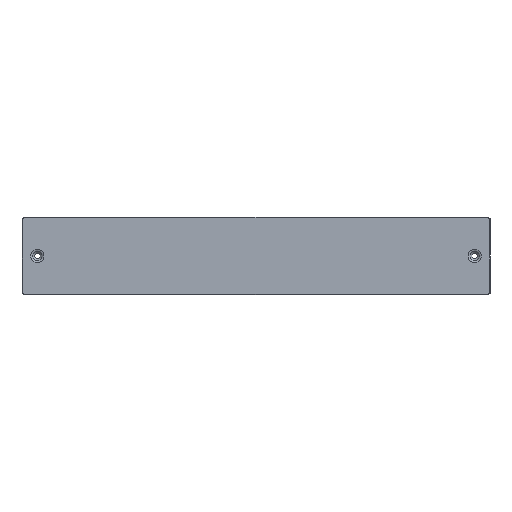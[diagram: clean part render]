
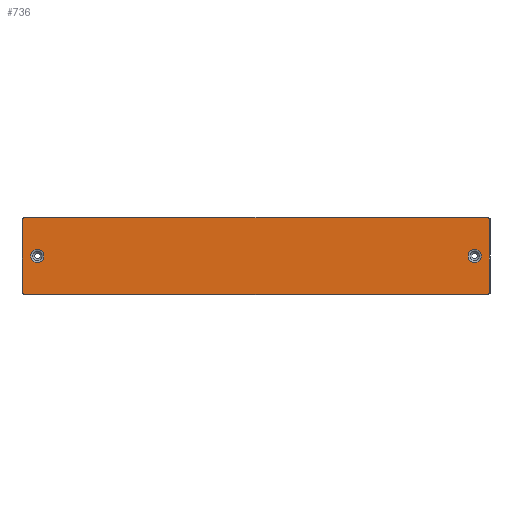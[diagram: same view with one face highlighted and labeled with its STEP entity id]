
A CAD part, top view. The second image highlights one B-rep face of the part: STEP entity #736.
In plain terms, the highlighted planar face has unit normal (0, 0, 1).
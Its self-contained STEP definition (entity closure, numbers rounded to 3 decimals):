
#34 = FACE_BOUND ( 'NONE', #1511, .T. ) ;
#48 = DIRECTION ( 'NONE',  ( -1., 0., 0. ) ) ;
#50 = VECTOR ( 'NONE', #1937, 1000. ) ;
#62 = DIRECTION ( 'NONE',  ( 0., 1., 0. ) ) ;
#69 = ORIENTED_EDGE ( 'NONE', *, *, #195, .F. ) ;
#74 = CARTESIAN_POINT ( 'NONE',  ( 295.8, -47.3, 0. ) ) ;
#82 = ORIENTED_EDGE ( 'NONE', *, *, #1108, .F. ) ;
#91 = DIRECTION ( 'NONE',  ( 0., 0., 1. ) ) ;
#100 = CARTESIAN_POINT ( 'NONE',  ( -295.8, -48.439, 0. ) ) ;
#104 = VECTOR ( 'NONE', #1588, 1000. ) ;
#105 = DIRECTION ( 'NONE',  ( -1., 0., 0. ) ) ;
#115 = EDGE_LOOP ( 'NONE', ( #739 ) ) ;
#128 = DIRECTION ( 'NONE',  ( -1., 0., 0. ) ) ;
#187 = ORIENTED_EDGE ( 'NONE', *, *, #403, .F. ) ;
#189 = EDGE_CURVE ( 'NONE', #1747, #1160, #549, .T. ) ;
#194 = EDGE_CURVE ( 'NONE', #1201, #401, #1737, .T. ) ;
#195 = EDGE_CURVE ( 'NONE', #1160, #314, #1691, .T. ) ;
#196 = DIRECTION ( 'NONE',  ( 1., 0., 0. ) ) ;
#206 = VERTEX_POINT ( 'NONE', #1785 ) ;
#218 = LINE ( 'NONE', #356, #1996 ) ;
#229 = VECTOR ( 'NONE', #2012, 1000. ) ;
#236 = AXIS2_PLACEMENT_3D ( 'NONE', #780, #591, #1871 ) ;
#267 = AXIS2_PLACEMENT_3D ( 'NONE', #905, #91, #1210 ) ;
#301 = CARTESIAN_POINT ( 'NONE',  ( -295.8, -47.3, 0. ) ) ;
#310 = ORIENTED_EDGE ( 'NONE', *, *, #194, .F. ) ;
#314 = VERTEX_POINT ( 'NONE', #100 ) ;
#337 = LINE ( 'NONE', #1999, #1906 ) ;
#356 = CARTESIAN_POINT ( 'NONE',  ( 298., 47.3, 0. ) ) ;
#401 = VERTEX_POINT ( 'NONE', #933 ) ;
#403 = EDGE_CURVE ( 'NONE', #401, #1209, #337, .T. ) ;
#415 = EDGE_CURVE ( 'NONE', #1201, #2010, #601, .T. ) ;
#417 = LINE ( 'NONE', #301, #620 ) ;
#424 = ORIENTED_EDGE ( 'NONE', *, *, #600, .T. ) ;
#442 = CARTESIAN_POINT ( 'NONE',  ( 295.8, 47.3, 0. ) ) ;
#457 = FACE_BOUND ( 'NONE', #115, .T. ) ;
#459 = DIRECTION ( 'NONE',  ( 0., 0., -1. ) ) ;
#475 = ORIENTED_EDGE ( 'NONE', *, *, #1615, .F. ) ;
#484 = CARTESIAN_POINT ( 'NONE',  ( 278.5, 8.443, 0. ) ) ;
#515 = VECTOR ( 'NONE', #48, 1000. ) ;
#549 = LINE ( 'NONE', #1267, #104 ) ;
#591 = DIRECTION ( 'NONE',  ( 0., 0., 1. ) ) ;
#592 = LINE ( 'NONE', #670, #515 ) ;
#596 = CARTESIAN_POINT ( 'NONE',  ( 0., 0., 0. ) ) ;
#600 = EDGE_CURVE ( 'NONE', #797, #1209, #1539, .T. ) ;
#601 = LINE ( 'NONE', #1542, #1418 ) ;
#609 = FACE_OUTER_BOUND ( 'NONE', #1619, .T. ) ;
#620 = VECTOR ( 'NONE', #756, 1000. ) ;
#637 = ORIENTED_EDGE ( 'NONE', *, *, #1827, .F. ) ;
#655 = LINE ( 'NONE', #963, #229 ) ;
#657 = ORIENTED_EDGE ( 'NONE', *, *, #415, .T. ) ;
#665 = DIRECTION ( 'NONE',  ( -1., 0., 0. ) ) ;
#668 = CARTESIAN_POINT ( 'NONE',  ( -295.8, -49.5, 0. ) ) ;
#670 = CARTESIAN_POINT ( 'NONE',  ( 298., -47.3, 0. ) ) ;
#682 = VECTOR ( 'NONE', #105, 1000. ) ;
#697 = ORIENTED_EDGE ( 'NONE', *, *, #1927, .F. ) ;
#736 = ADVANCED_FACE ( 'NONE', ( #609, #457, #34 ), #2031, .F. ) ;
#739 = ORIENTED_EDGE ( 'NONE', *, *, #850, .F. ) ;
#747 = DIRECTION ( 'NONE',  ( 0., -1., 0. ) ) ;
#754 = CARTESIAN_POINT ( 'NONE',  ( 299.204, 48.439, 0. ) ) ;
#756 = DIRECTION ( 'NONE',  ( -1., 0., 0. ) ) ;
#780 = CARTESIAN_POINT ( 'NONE',  ( 278.5, 0., 0. ) ) ;
#788 = CARTESIAN_POINT ( 'NONE',  ( -296.939, -47.3, 0. ) ) ;
#797 = VERTEX_POINT ( 'NONE', #1706 ) ;
#850 = EDGE_CURVE ( 'NONE', #1154, #1154, #1985, .T. ) ;
#858 = VECTOR ( 'NONE', #1944, 1000. ) ;
#863 = CARTESIAN_POINT ( 'NONE',  ( 296.939, 47.3, 0. ) ) ;
#876 = EDGE_CURVE ( 'NONE', #797, #1909, #655, .T. ) ;
#905 = CARTESIAN_POINT ( 'NONE',  ( -278.5, 0., 0. ) ) ;
#933 = CARTESIAN_POINT ( 'NONE',  ( -295.8, 47.3, 0. ) ) ;
#963 = CARTESIAN_POINT ( 'NONE',  ( 295.8, 47.3, 0. ) ) ;
#1028 = VERTEX_POINT ( 'NONE', #1788 ) ;
#1108 = EDGE_CURVE ( 'NONE', #314, #206, #1221, .T. ) ;
#1154 = VERTEX_POINT ( 'NONE', #484 ) ;
#1160 = VERTEX_POINT ( 'NONE', #1524 ) ;
#1178 = CARTESIAN_POINT ( 'NONE',  ( -296.939, 47.3, 0. ) ) ;
#1179 = AXIS2_PLACEMENT_3D ( 'NONE', #596, #459, #128 ) ;
#1201 = VERTEX_POINT ( 'NONE', #1178 ) ;
#1209 = VERTEX_POINT ( 'NONE', #1947 ) ;
#1210 = DIRECTION ( 'NONE',  ( 0., 1., 0. ) ) ;
#1217 = LINE ( 'NONE', #1637, #858 ) ;
#1221 = LINE ( 'NONE', #668, #1731 ) ;
#1267 = CARTESIAN_POINT ( 'NONE',  ( 295.8, -47.3, 0. ) ) ;
#1283 = ORIENTED_EDGE ( 'NONE', *, *, #876, .F. ) ;
#1293 = CARTESIAN_POINT ( 'NONE',  ( -295.8, 47.3, 0. ) ) ;
#1356 = ORIENTED_EDGE ( 'NONE', *, *, #1527, .F. ) ;
#1382 = DIRECTION ( 'NONE',  ( 0., 1., 0. ) ) ;
#1418 = VECTOR ( 'NONE', #747, 1000. ) ;
#1480 = ORIENTED_EDGE ( 'NONE', *, *, #1874, .F. ) ;
#1511 = EDGE_LOOP ( 'NONE', ( #1480 ) ) ;
#1524 = CARTESIAN_POINT ( 'NONE',  ( 295.8, -48.439, 0. ) ) ;
#1527 = EDGE_CURVE ( 'NONE', #1909, #1556, #218, .T. ) ;
#1539 = LINE ( 'NONE', #754, #682 ) ;
#1542 = CARTESIAN_POINT ( 'NONE',  ( -296.939, 52.611, 0. ) ) ;
#1556 = VERTEX_POINT ( 'NONE', #863 ) ;
#1576 = VECTOR ( 'NONE', #665, 1000. ) ;
#1583 = ORIENTED_EDGE ( 'NONE', *, *, #189, .F. ) ;
#1588 = DIRECTION ( 'NONE',  ( 0., -1., 0. ) ) ;
#1595 = CARTESIAN_POINT ( 'NONE',  ( 299.204, -48.439, 0. ) ) ;
#1615 = EDGE_CURVE ( 'NONE', #1028, #1747, #592, .T. ) ;
#1619 = EDGE_LOOP ( 'NONE', ( #69, #1583, #475, #637, #1356, #1283, #424, #187, #310, #657, #697, #82 ) ) ;
#1637 = CARTESIAN_POINT ( 'NONE',  ( 296.939, 52.611, 0. ) ) ;
#1691 = LINE ( 'NONE', #1595, #1576 ) ;
#1706 = CARTESIAN_POINT ( 'NONE',  ( 295.8, 48.439, 0. ) ) ;
#1729 = CIRCLE ( 'NONE', #267, 8.443 ) ;
#1731 = VECTOR ( 'NONE', #62, 1000. ) ;
#1737 = LINE ( 'NONE', #1293, #50 ) ;
#1747 = VERTEX_POINT ( 'NONE', #74 ) ;
#1749 = CARTESIAN_POINT ( 'NONE',  ( -278.5, 8.443, 0. ) ) ;
#1785 = CARTESIAN_POINT ( 'NONE',  ( -295.8, -47.3, 0. ) ) ;
#1788 = CARTESIAN_POINT ( 'NONE',  ( 296.939, -47.3, 0. ) ) ;
#1827 = EDGE_CURVE ( 'NONE', #1556, #1028, #1217, .T. ) ;
#1871 = DIRECTION ( 'NONE',  ( 0., 1., 0. ) ) ;
#1874 = EDGE_CURVE ( 'NONE', #1941, #1941, #1729, .T. ) ;
#1906 = VECTOR ( 'NONE', #1382, 1000. ) ;
#1909 = VERTEX_POINT ( 'NONE', #442 ) ;
#1927 = EDGE_CURVE ( 'NONE', #206, #2010, #417, .T. ) ;
#1937 = DIRECTION ( 'NONE',  ( 1., 0., 0. ) ) ;
#1941 = VERTEX_POINT ( 'NONE', #1749 ) ;
#1944 = DIRECTION ( 'NONE',  ( 0., -1., 0. ) ) ;
#1947 = CARTESIAN_POINT ( 'NONE',  ( -295.8, 48.439, 0. ) ) ;
#1985 = CIRCLE ( 'NONE', #236, 8.443 ) ;
#1996 = VECTOR ( 'NONE', #196, 1000. ) ;
#1999 = CARTESIAN_POINT ( 'NONE',  ( -295.8, 49.5, 0. ) ) ;
#2010 = VERTEX_POINT ( 'NONE', #788 ) ;
#2012 = DIRECTION ( 'NONE',  ( 0., -1., 0. ) ) ;
#2031 = PLANE ( 'NONE',  #1179 ) ;
